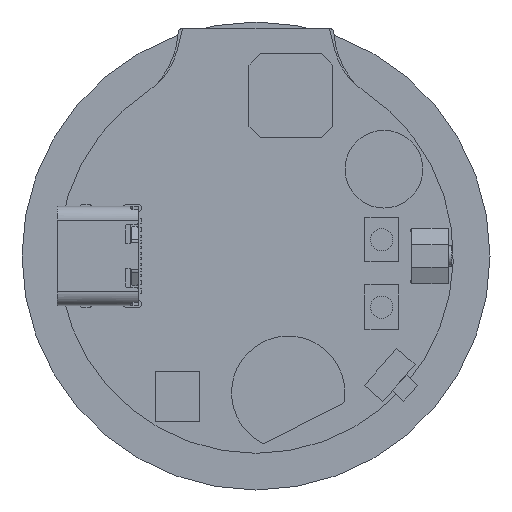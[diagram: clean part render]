
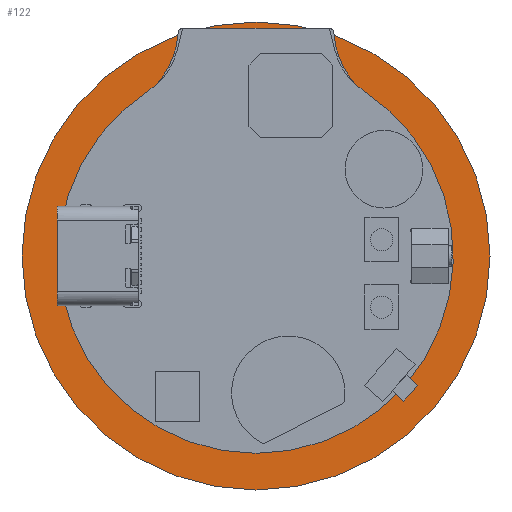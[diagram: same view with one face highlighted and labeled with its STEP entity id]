
A CAD part, front view. The second image highlights one B-rep face of the part: STEP entity #122.
In plain terms, the highlighted planar face has unit normal (0, -1, 0).
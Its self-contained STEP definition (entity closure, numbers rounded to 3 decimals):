
#20=CARTESIAN_POINT('',(0.,0.,0.));
#21=DIRECTION('',(0.,-1.,0.));
#22=DIRECTION('',(-1.,0.,0.));
#23=AXIS2_PLACEMENT_3D('',#20,#21,#22);
#29=CARTESIAN_POINT('',(0.,0.,0.));
#30=DIRECTION('',(0.,1.,0.));
#31=DIRECTION('',(-1.,0.,0.));
#32=AXIS2_PLACEMENT_3D('',#29,#30,#31);
#103=CARTESIAN_POINT('',(-21.05,0.,0.));
#104=VERTEX_POINT('',#103);
#109=CARTESIAN_POINT('',(21.05,0.,0.));
#110=VERTEX_POINT('',#109);
#111=CARTESIAN_POINT('',(0.,0.,0.));
#112=DIRECTION('',(0.,1.,0.));
#113=DIRECTION('',(1.,0.,0.));
#114=AXIS2_PLACEMENT_3D('',#111,#112,#113);
#115=PLANE('',#114);
#117=ORIENTED_EDGE('',*,*,#116,.F.);
#119=ORIENTED_EDGE('',*,*,#118,.T.);
#120=EDGE_LOOP('',(#117,#119));
#121=FACE_OUTER_BOUND('',#120,.F.);
#122=ADVANCED_FACE('',(#121),#115,.F.);
#24=CIRCLE('',#23,21.05);
#33=CIRCLE('',#32,21.05);
#116=EDGE_CURVE('',#104,#110,#24,.T.);
#118=EDGE_CURVE('',#104,#110,#33,.T.);
